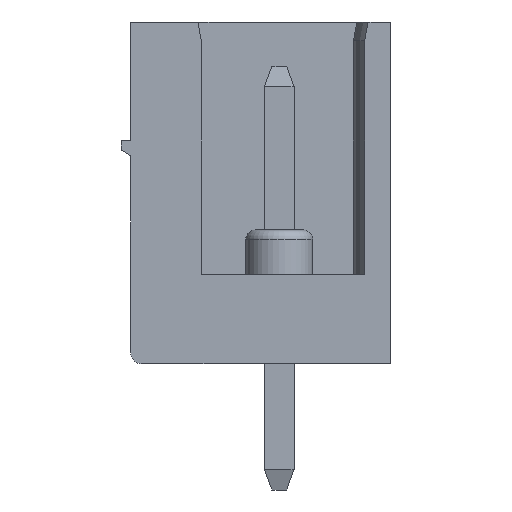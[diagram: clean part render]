
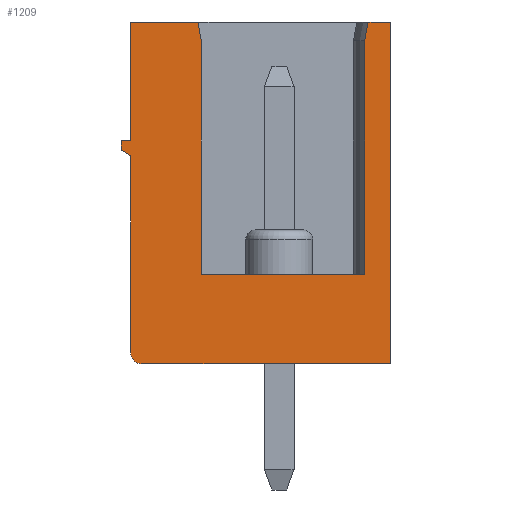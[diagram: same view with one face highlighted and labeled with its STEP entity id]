
A CAD part, left-side view. The second image highlights one B-rep face of the part: STEP entity #1209.
In plain terms, the highlighted planar face has unit normal (-1, 0, 0).
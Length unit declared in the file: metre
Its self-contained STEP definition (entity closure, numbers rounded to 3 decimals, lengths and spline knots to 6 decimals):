
#1209=ADVANCED_FACE('',(#3435),#3436,.F.);
#3435=FACE_OUTER_BOUND('',#6745,.T.);
#3436=PLANE('',#6746);
#6745=EDGE_LOOP('',(#10356,#10357,#10358,#10359,#10360,#10361,#10362,#10363,#10364,#10365,#10366,#10367,#10368,#10369,#10370));
#6746=AXIS2_PLACEMENT_3D('',#10371,#10372,#10373);
#10356=ORIENTED_EDGE('',*,*,#19880,.T.);
#10357=ORIENTED_EDGE('',*,*,#19881,.F.);
#10358=ORIENTED_EDGE('',*,*,#19882,.F.);
#10359=ORIENTED_EDGE('',*,*,#19883,.F.);
#10360=ORIENTED_EDGE('',*,*,#19828,.T.);
#10361=ORIENTED_EDGE('',*,*,#19735,.T.);
#10362=ORIENTED_EDGE('',*,*,#19696,.F.);
#10363=ORIENTED_EDGE('',*,*,#19864,.T.);
#10364=ORIENTED_EDGE('',*,*,#19786,.F.);
#10365=ORIENTED_EDGE('',*,*,#19884,.F.);
#10366=ORIENTED_EDGE('',*,*,#19885,.F.);
#10367=ORIENTED_EDGE('',*,*,#19886,.F.);
#10368=ORIENTED_EDGE('',*,*,#19887,.F.);
#10369=ORIENTED_EDGE('',*,*,#19888,.F.);
#10370=ORIENTED_EDGE('',*,*,#19889,.F.);
#10371=CARTESIAN_POINT('',(-1.086627,0.01086,0.000933));
#10372=DIRECTION('',(1.0,0.0,0.0));
#10373=DIRECTION('',(0.0,1.0,-0.0));
#19696=EDGE_CURVE('',#23535,#23537,#23538,.T.);
#19735=EDGE_CURVE('',#23604,#23537,#23605,.T.);
#19786=EDGE_CURVE('',#23678,#23680,#23681,.T.);
#19828=EDGE_CURVE('',#23738,#23604,#23739,.T.);
#19864=EDGE_CURVE('',#23535,#23680,#23785,.T.);
#19880=EDGE_CURVE('',#23802,#23803,#23804,.F.);
#19881=EDGE_CURVE('',#23805,#23803,#23806,.T.);
#19882=EDGE_CURVE('',#23807,#23805,#23808,.T.);
#19883=EDGE_CURVE('',#23738,#23807,#23809,.T.);
#19884=EDGE_CURVE('',#23810,#23678,#23811,.T.);
#19885=EDGE_CURVE('',#23812,#23810,#23813,.T.);
#19886=EDGE_CURVE('',#23814,#23812,#23815,.T.);
#19887=EDGE_CURVE('',#23816,#23814,#23817,.T.);
#19888=EDGE_CURVE('',#23818,#23816,#23819,.T.);
#19889=EDGE_CURVE('',#23802,#23818,#23820,.T.);
#23535=VERTEX_POINT('',#29124);
#23537=VERTEX_POINT('',#29127);
#23538=LINE('',#29128,#29129);
#23604=VERTEX_POINT('',#29225);
#23605=LINE('',#29226,#29227);
#23678=VERTEX_POINT('',#29336);
#23680=VERTEX_POINT('',#29339);
#23681=LINE('',#29340,#29341);
#23738=VERTEX_POINT('',#29425);
#23739=LINE('',#29426,#29427);
#23785=LINE('',#29498,#29499);
#23802=VERTEX_POINT('',#29523);
#23803=VERTEX_POINT('',#29524);
#23804=CIRCLE('',#29525,0.0003);
#23805=VERTEX_POINT('',#29526);
#23806=LINE('',#29527,#29528);
#23807=VERTEX_POINT('',#29529);
#23808=LINE('',#29530,#29531);
#23809=LINE('',#29532,#29533);
#23810=VERTEX_POINT('',#29534);
#23811=LINE('',#29535,#29536);
#23812=VERTEX_POINT('',#29537);
#23813=LINE('',#29538,#29539);
#23814=VERTEX_POINT('',#29540);
#23815=LINE('',#29541,#29542);
#23816=VERTEX_POINT('',#29543);
#23817=LINE('',#29544,#29545);
#23818=VERTEX_POINT('',#29546);
#23819=LINE('',#29547,#29548);
#23820=LINE('',#29549,#29550);
#29124=CARTESIAN_POINT('',(-1.086627,0.00896,-0.005867));
#29127=CARTESIAN_POINT('',(-1.086627,0.00456,-0.005867));
#29128=CARTESIAN_POINT('',(-1.086627,0.00386,-0.005867));
#29129=VECTOR('',#37331,1.0);
#29225=CARTESIAN_POINT('',(-1.086627,0.00456,0.000433));
#29226=CARTESIAN_POINT('',(-1.086627,0.00456,-0.005567));
#29227=VECTOR('',#37368,1.0);
#29336=CARTESIAN_POINT('',(-1.086627,0.009048,0.000933));
#29339=CARTESIAN_POINT('',(-1.086627,0.00896,0.000433));
#29340=CARTESIAN_POINT('',(-1.086627,0.009048,0.000933));
#29341=VECTOR('',#37409,1.0);
#29425=CARTESIAN_POINT('',(-1.086627,0.004471,0.000933));
#29426=CARTESIAN_POINT('',(-1.086627,0.005565,-0.005267));
#29427=VECTOR('',#37443,1.0);
#29498=CARTESIAN_POINT('',(-1.086627,0.00896,-0.005567));
#29499=VECTOR('',#37466,1.0);
#29523=CARTESIAN_POINT('',(-1.086627,0.01086,-0.007967));
#29524=CARTESIAN_POINT('',(-1.086627,0.01056,-0.008267));
#29525=AXIS2_PLACEMENT_3D('',#37477,#37478,#37479);
#29526=CARTESIAN_POINT('',(-1.086627,0.00386,-0.008267));
#29527=CARTESIAN_POINT('',(-1.086627,0.01056,-0.008267));
#29528=VECTOR('',#37480,1.0);
#29529=CARTESIAN_POINT('',(-1.086627,0.00386,0.000933));
#29530=CARTESIAN_POINT('',(-1.086627,0.00386,-0.008267));
#29531=VECTOR('',#37481,1.0);
#29532=CARTESIAN_POINT('',(-1.086627,0.00386,0.000933));
#29533=VECTOR('',#37482,1.0);
#29534=CARTESIAN_POINT('',(-1.086627,0.01086,0.000933));
#29535=CARTESIAN_POINT('',(-1.086627,0.00386,0.000933));
#29536=VECTOR('',#37483,1.0);
#29537=CARTESIAN_POINT('',(-1.086627,0.01086,-0.002267));
#29538=CARTESIAN_POINT('',(-1.086627,0.01086,0.000933));
#29539=VECTOR('',#37484,1.0);
#29540=CARTESIAN_POINT('',(-1.086627,0.01111,-0.002267));
#29541=CARTESIAN_POINT('',(-1.086627,0.01086,-0.002267));
#29542=VECTOR('',#37485,1.0);
#29543=CARTESIAN_POINT('',(-1.086627,0.01111,-0.002517));
#29544=CARTESIAN_POINT('',(-1.086627,0.01111,-0.002267));
#29545=VECTOR('',#37486,1.0);
#29546=CARTESIAN_POINT('',(-1.086627,0.01086,-0.002667));
#29547=CARTESIAN_POINT('',(-1.086627,0.01111,-0.002517));
#29548=VECTOR('',#37487,1.0);
#29549=CARTESIAN_POINT('',(-1.086627,0.01086,-0.002667));
#29550=VECTOR('',#37488,1.0);
#37331=DIRECTION('',(0.0,-1.0,0.));
#37368=DIRECTION('',(0.0,0.,-1.0));
#37409=DIRECTION('',(0.0,-0.174,-0.985));
#37443=DIRECTION('',(0.0,0.174,-0.985));
#37466=DIRECTION('',(0.0,0.,1.0));
#37477=CARTESIAN_POINT('',(-1.086627,0.01056,-0.007967));
#37478=DIRECTION('',(1.0,0.0,0.0));
#37479=DIRECTION('',(0.0,0.0,-1.0));
#37480=DIRECTION('',(0.0,1.0,0.));
#37481=DIRECTION('',(0.0,0.,-1.0));
#37482=DIRECTION('',(0.0,-1.0,0.));
#37483=DIRECTION('',(0.0,-1.0,0.));
#37484=DIRECTION('',(0.0,0.,1.0));
#37485=DIRECTION('',(0.0,-1.0,0.));
#37486=DIRECTION('',(0.0,0.,1.0));
#37487=DIRECTION('',(0.0,0.857,0.514));
#37488=DIRECTION('',(0.0,0.,1.0));
